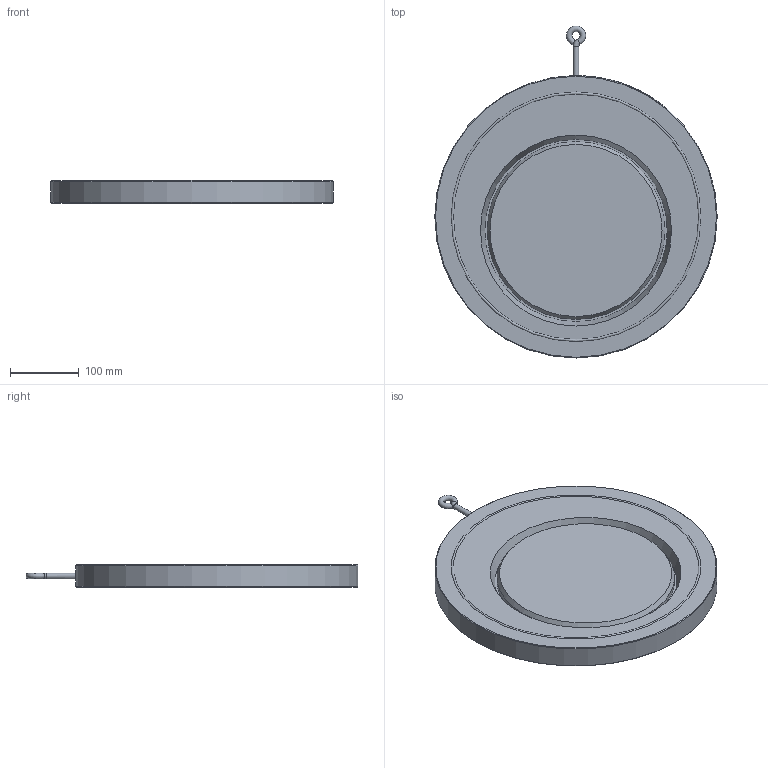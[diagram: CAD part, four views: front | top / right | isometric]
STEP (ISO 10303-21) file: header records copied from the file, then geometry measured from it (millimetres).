
FILE_DESCRIPTION (( 'STEP AP214' ), '1' );
FILE_NAME ('ZRK-300 ANSI150.STEP', '2017-09-28T13:49:43', ( 'eh' ), ( 'Hewlett-Packard Company' ), 'SwSTEP 2.0', 'SolidWorks 2015', '' );
FILE_SCHEMA (( 'AUTOMOTIVE_DESIGN' ));
Length unit declared in the file: millimetre
Products named in the file (1): ZRK-300 ANSI150
Bounding box: 410 x 481.96 x 33.79 mm (x, y, z)
Volume: 3363455.3 mm3; surface area: 357556 mm2
Topology: 1 solids, 2 shells, 183 faces, 458 edges, 304 vertices
Faces by surface type: bspline 88, plane 59, cylinder 23, torus 8, cone 5
Full cylindrical faces by diameter (mm): 6.75 x1, 8 x1, 227 x1, 258 x1, 410 x1
Entity records: 26105 total; most frequent: CARTESIAN_POINT 20868, ORIENTED_EDGE 872, EDGE_CURVE 436, DIRECTION 432, VERTEX_POINT 300, B_SPLINE_CURVE_WITH_KNOTS 283, EDGE_LOOP 228, FACE_OUTER_BOUND 196
